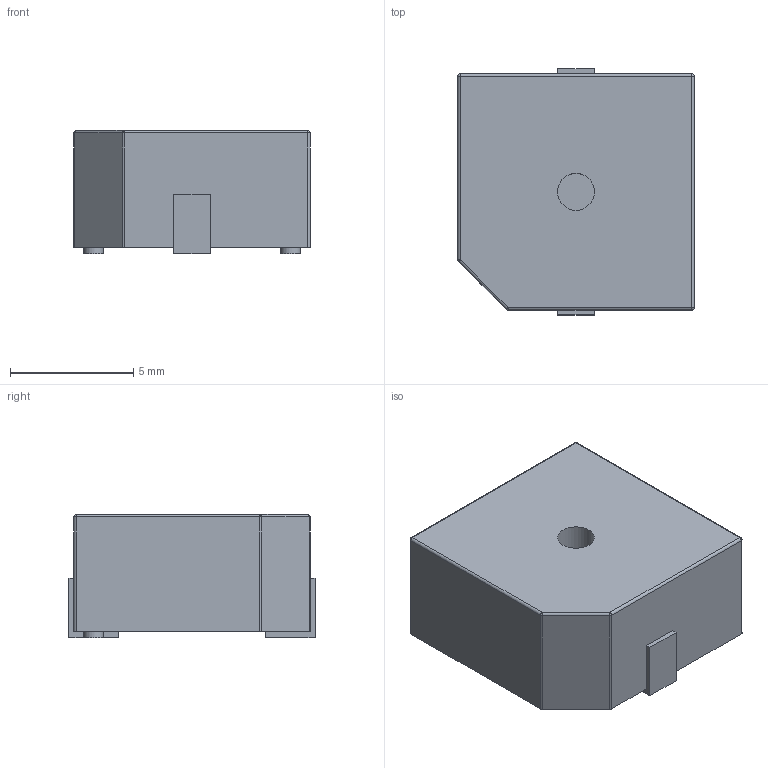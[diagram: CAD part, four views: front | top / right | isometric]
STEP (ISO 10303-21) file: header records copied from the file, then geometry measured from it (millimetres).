
FILE_DESCRIPTION(/* description */ (''),/* implementation_level */ '2;1');
FILE_NAME(/* name */ 'PUI Audio - SMI-1027-TW-5V-R.step',/* time_stamp */ '2020-04-17T14:30:47+01:00',/* author */ (''),/* organization */ (''),/* preprocessor_version */ 'ST-DEVELOPER v18.1',/* originating_system */ 'Autodesk Translation Framework v9.2.0.1227',/* authorisation */ '');
FILE_SCHEMA (('AUTOMOTIVE_DESIGN { 1 0 10303 214 3 1 1 }'));
Length unit declared in the file: millimetre
Products named in the file (1): PUI Audio - SMI-1027-TW-5V-R
Bounding box: 9.6 x 10 x 5 mm (x, y, z)
Volume: 412 mm3; surface area: 384.3 mm2
Topology: 1 solids, 1 shells, 64 faces, 144 edges, 91 vertices
Faces by surface type: plane 38, cylinder 21, sphere 5
Full cylindrical faces by diameter (mm): 0.8 x3, 1.5 x1, 2 x1
Entity records: 1838 total; most frequent: DIRECTION 316, CARTESIAN_POINT 300, ORIENTED_EDGE 288, EDGE_CURVE 144, AXIS2_PLACEMENT_3D 107, LINE 102, VECTOR 102, VERTEX_POINT 91
